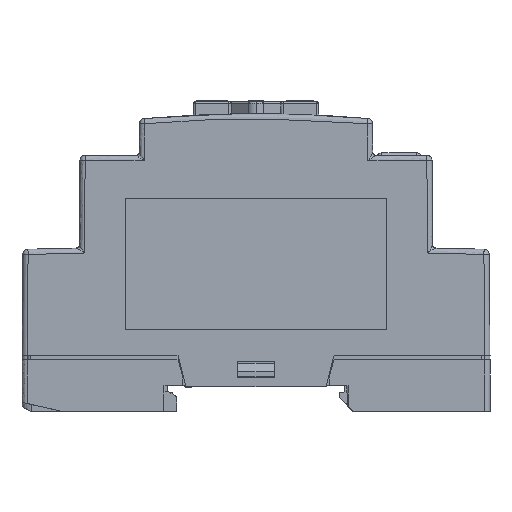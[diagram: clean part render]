
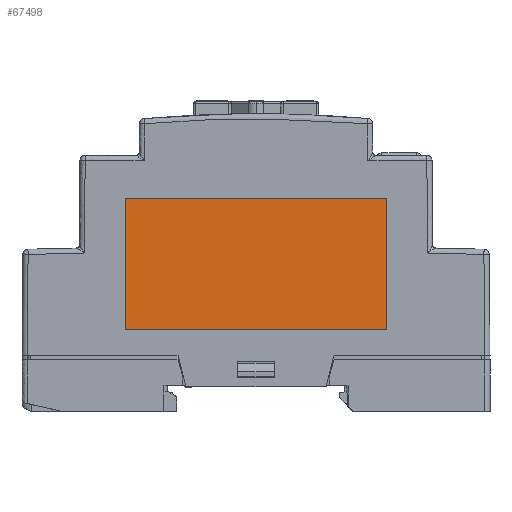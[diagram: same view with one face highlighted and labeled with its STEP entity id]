
A CAD part, left-side view. The second image highlights one B-rep face of the part: STEP entity #67498.
In plain terms, the highlighted free-form (B-spline) face has degree [1, 1] with [2, 2] control points.
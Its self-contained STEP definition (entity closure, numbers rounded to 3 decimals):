
#64626 = VERTEX_POINT('',#64627);
#64627 = CARTESIAN_POINT('',(-105.57,-36.905,
    15.88));
#64632 = EDGE_CURVE('',#64633,#64626,#64635,.T.);
#64633 = VERTEX_POINT('',#64634);
#64634 = CARTESIAN_POINT('',(-105.57,36.905,
    15.88));
#64635 = B_SPLINE_CURVE_WITH_KNOTS('',1,(#64636,#64637),.UNSPECIFIED.,
  .F.,.F.,(2,2),(0.,50.2),.PIECEWISE_BEZIER_KNOTS.);
#64636 = CARTESIAN_POINT('',(-105.57,36.905,
    15.88));
#64637 = CARTESIAN_POINT('',(-105.57,-36.905,
    15.88));
#64654 = EDGE_CURVE('',#64655,#64633,#64657,.T.);
#64655 = VERTEX_POINT('',#64656);
#64656 = CARTESIAN_POINT('',(-105.57,36.905,
    52.932));
#64657 = B_SPLINE_CURVE_WITH_KNOTS('',1,(#64658,#64659),.UNSPECIFIED.,
  .F.,.F.,(2,2),(0.,25.2),.PIECEWISE_BEZIER_KNOTS.);
#64658 = CARTESIAN_POINT('',(-105.57,36.905,
    52.932));
#64659 = CARTESIAN_POINT('',(-105.57,36.905,
    15.88));
#64676 = EDGE_CURVE('',#64677,#64655,#64679,.T.);
#64677 = VERTEX_POINT('',#64678);
#64678 = CARTESIAN_POINT('',(-105.57,-36.905,
    52.932));
#64679 = B_SPLINE_CURVE_WITH_KNOTS('',1,(#64680,#64681),.UNSPECIFIED.,
  .F.,.F.,(2,2),(-50.2,-0.),.PIECEWISE_BEZIER_KNOTS.);
#64680 = CARTESIAN_POINT('',(-105.57,-36.905,
    52.932));
#64681 = CARTESIAN_POINT('',(-105.57,36.905,
    52.932));
#64698 = EDGE_CURVE('',#64626,#64677,#64699,.T.);
#64699 = B_SPLINE_CURVE_WITH_KNOTS('',1,(#64700,#64701),.UNSPECIFIED.,
  .F.,.F.,(2,2),(-25.2,0.),.PIECEWISE_BEZIER_KNOTS.);
#64700 = CARTESIAN_POINT('',(-105.57,-36.905,
    15.88));
#64701 = CARTESIAN_POINT('',(-105.57,-36.905,
    52.932));
#67498 = ADVANCED_FACE('',(#67499),#67505,.T.);
#67499 = FACE_BOUND('',#67500,.T.);
#67500 = EDGE_LOOP('',(#67501,#67502,#67503,#67504));
#67501 = ORIENTED_EDGE('',*,*,#64654,.T.);
#67502 = ORIENTED_EDGE('',*,*,#64632,.T.);
#67503 = ORIENTED_EDGE('',*,*,#64698,.T.);
#67504 = ORIENTED_EDGE('',*,*,#64676,.T.);
#67505 = B_SPLINE_SURFACE_WITH_KNOTS('',1,1,(
    (#67506,#67507)
    ,(#67508,#67509
    )),.UNSPECIFIED.,.F.,.F.,.F.,(2,2),(2,2),(0.,50.2),(0.,25.2),
  .PIECEWISE_BEZIER_KNOTS.);
#67506 = CARTESIAN_POINT('',(-105.57,36.905,
    15.88));
#67507 = CARTESIAN_POINT('',(-105.57,36.905,
    52.932));
#67508 = CARTESIAN_POINT('',(-105.57,-36.905,
    15.88));
#67509 = CARTESIAN_POINT('',(-105.57,-36.905,
    52.932));
